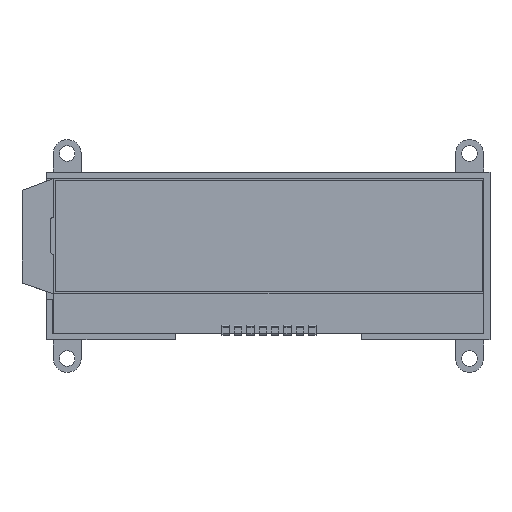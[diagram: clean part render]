
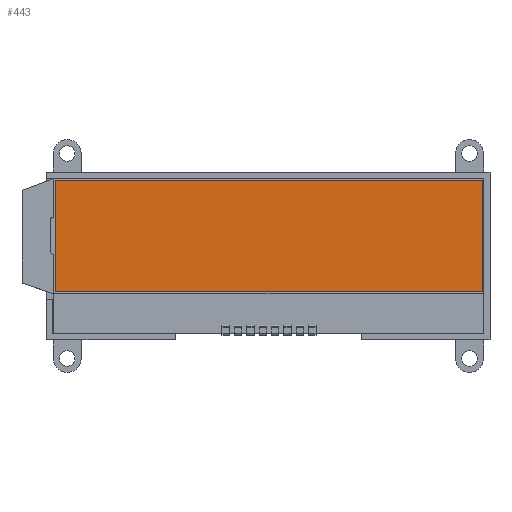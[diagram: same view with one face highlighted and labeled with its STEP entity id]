
A CAD part, top view. The second image highlights one B-rep face of the part: STEP entity #443.
In plain terms, the highlighted planar face has unit normal (0, 0, 1).
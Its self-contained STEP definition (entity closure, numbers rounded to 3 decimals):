
#83 = LINE ( 'NONE', #3022, #2983 ) ;
#196 = LINE ( 'NONE', #1305, #2096 ) ;
#283 = EDGE_CURVE ( 'NONE', #2889, #3486, #1606, .T. ) ;
#443 = ADVANCED_FACE ( 'NONE', ( #2279 ), #2230, .T. ) ;
#462 = EDGE_LOOP ( 'NONE', ( #1805, #3393, #3012, #489 ) ) ;
#489 = ORIENTED_EDGE ( 'NONE', *, *, #283, .F. ) ;
#568 = CARTESIAN_POINT ( 'NONE',  ( 69.2, 18.2, 2.5 ) ) ;
#576 = LINE ( 'NONE', #3433, #1877 ) ;
#670 = EDGE_CURVE ( 'NONE', #1542, #2889, #576, .T. ) ;
#672 = AXIS2_PLACEMENT_3D ( 'NONE', #2504, #1367, #3036 ) ;
#1028 = DIRECTION ( 'NONE',  ( 1., 0., 0. ) ) ;
#1071 = EDGE_CURVE ( 'NONE', #3611, #1542, #196, .T. ) ;
#1305 = CARTESIAN_POINT ( 'NONE',  ( 0.3, 0.3, 2.5 ) ) ;
#1323 = CARTESIAN_POINT ( 'NONE',  ( 69.2, 18.2, 2.5 ) ) ;
#1367 = DIRECTION ( 'NONE',  ( 0., 0., 1. ) ) ;
#1542 = VERTEX_POINT ( 'NONE', #3111 ) ;
#1606 = LINE ( 'NONE', #568, #2326 ) ;
#1805 = ORIENTED_EDGE ( 'NONE', *, *, #670, .F. ) ;
#1877 = VECTOR ( 'NONE', #2640, 1000. ) ;
#2096 = VECTOR ( 'NONE', #2735, 1000. ) ;
#2215 = DIRECTION ( 'NONE',  ( 0., -1., 0. ) ) ;
#2230 = PLANE ( 'NONE',  #672 ) ;
#2279 = FACE_OUTER_BOUND ( 'NONE', #462, .T. ) ;
#2326 = VECTOR ( 'NONE', #1028, 1000. ) ;
#2494 = CARTESIAN_POINT ( 'NONE',  ( 69.2, 0.3, 2.5 ) ) ;
#2504 = CARTESIAN_POINT ( 'NONE',  ( 0., 0., 2.5 ) ) ;
#2640 = DIRECTION ( 'NONE',  ( 0., 1., 0. ) ) ;
#2735 = DIRECTION ( 'NONE',  ( -1., 0., 0. ) ) ;
#2889 = VERTEX_POINT ( 'NONE', #3482 ) ;
#2940 = EDGE_CURVE ( 'NONE', #3486, #3611, #83, .T. ) ;
#2983 = VECTOR ( 'NONE', #2215, 1000. ) ;
#3012 = ORIENTED_EDGE ( 'NONE', *, *, #2940, .F. ) ;
#3022 = CARTESIAN_POINT ( 'NONE',  ( 69.2, 0.3, 2.5 ) ) ;
#3036 = DIRECTION ( 'NONE',  ( 1., 0., 0. ) ) ;
#3111 = CARTESIAN_POINT ( 'NONE',  ( 0.3, 0.3, 2.5 ) ) ;
#3393 = ORIENTED_EDGE ( 'NONE', *, *, #1071, .F. ) ;
#3433 = CARTESIAN_POINT ( 'NONE',  ( 0.3, 18.2, 2.5 ) ) ;
#3482 = CARTESIAN_POINT ( 'NONE',  ( 0.3, 18.2, 2.5 ) ) ;
#3486 = VERTEX_POINT ( 'NONE', #1323 ) ;
#3611 = VERTEX_POINT ( 'NONE', #2494 ) ;
